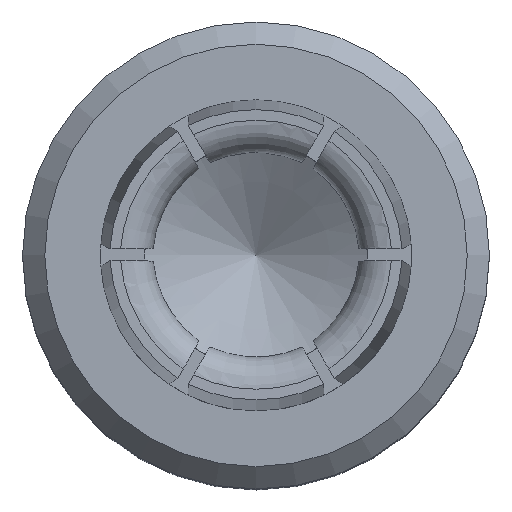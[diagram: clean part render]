
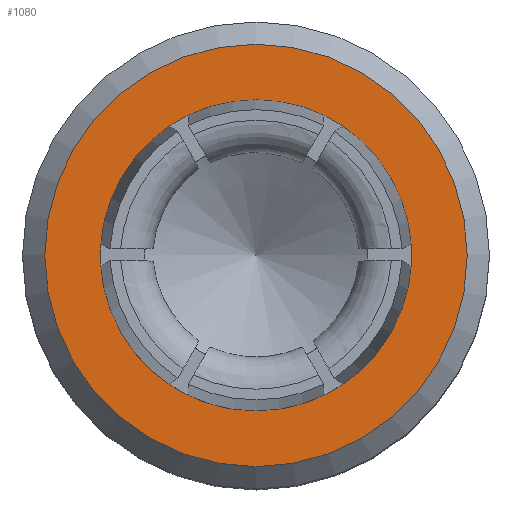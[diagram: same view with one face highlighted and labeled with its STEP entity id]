
A CAD part, top view. The second image highlights one B-rep face of the part: STEP entity #1080.
In plain terms, the highlighted planar face has unit normal (0, 0, 1).
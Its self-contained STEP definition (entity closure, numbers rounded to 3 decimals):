
#121=CIRCLE('',#1191,9.475);
#123=CIRCLE('',#1194,6.975);
#338=ORIENTED_EDGE('',*,*,#617,.T.);
#339=ORIENTED_EDGE('',*,*,#615,.F.);
#615=EDGE_CURVE('',#755,#755,#121,.T.);
#617=EDGE_CURVE('',#757,#757,#123,.T.);
#755=VERTEX_POINT('',#1953);
#757=VERTEX_POINT('',#1958);
#912=EDGE_LOOP('',(#338));
#913=EDGE_LOOP('',(#339));
#984=FACE_BOUND('',#912,.T.);
#985=FACE_BOUND('',#913,.T.);
#1050=PLANE('',#1193);
#1080=ADVANCED_FACE('',(#984,#985),#1050,.F.);
#1191=AXIS2_PLACEMENT_3D('',#1952,#1468,#1469);
#1193=AXIS2_PLACEMENT_3D('',#1956,#1472,#1473);
#1194=AXIS2_PLACEMENT_3D('',#1957,#1474,#1475);
#1468=DIRECTION('',(0.,0.,-1.));
#1469=DIRECTION('',(-1.,0.,0.));
#1472=DIRECTION('',(0.,0.,-1.));
#1473=DIRECTION('',(-1.,0.,0.));
#1474=DIRECTION('',(0.,0.,-1.));
#1475=DIRECTION('',(-1.,0.,0.));
#1952=CARTESIAN_POINT('',(0.,0.,27.75));
#1953=CARTESIAN_POINT('',(-9.475,0.,27.75));
#1956=CARTESIAN_POINT('',(6.975,0.,27.75));
#1957=CARTESIAN_POINT('',(0.,0.,27.75));
#1958=CARTESIAN_POINT('',(-6.975,0.,27.75));
